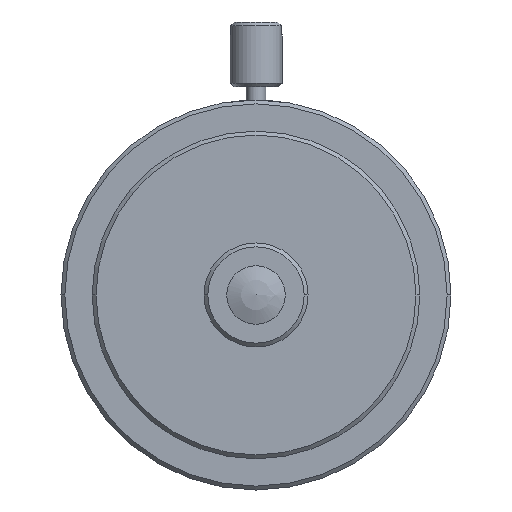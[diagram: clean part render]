
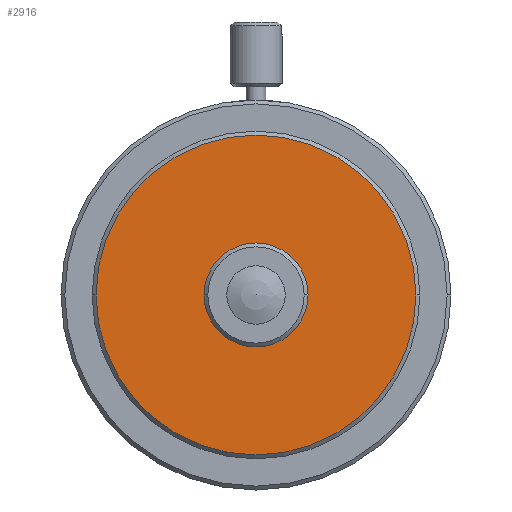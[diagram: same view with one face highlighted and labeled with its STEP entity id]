
A CAD part, left-side view. The second image highlights one B-rep face of the part: STEP entity #2916.
In plain terms, the highlighted face is planar.
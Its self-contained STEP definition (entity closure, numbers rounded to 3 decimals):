
#755 = CYLINDRICAL_SURFACE('',#756,4.);
#756 = AXIS2_PLACEMENT_3D('',#757,#758,#759);
#757 = CARTESIAN_POINT('',(0.,0.,0.));
#758 = DIRECTION('',(0.,1.,-0.));
#759 = DIRECTION('',(-1.,0.,0.));
#791 = EDGE_CURVE('',#792,#794,#796,.T.);
#792 = VERTEX_POINT('',#793);
#793 = CARTESIAN_POINT('',(12.3,-23.9,0.));
#794 = VERTEX_POINT('',#795);
#795 = CARTESIAN_POINT('',(-12.3,-23.9,0.));
#796 = SURFACE_CURVE('',#797,(#802,#814),.PCURVE_S1.);
#797 = CIRCLE('',#798,12.3);
#798 = AXIS2_PLACEMENT_3D('',#799,#800,#801);
#799 = CARTESIAN_POINT('',(0.,-23.9,0.));
#800 = DIRECTION('',(0.,-1.,0.));
#801 = DIRECTION('',(-1.,0.,0.));
#802 = PCURVE('',#803,#808);
#803 = CONICAL_SURFACE('',#804,12.6,0.785);
#804 = AXIS2_PLACEMENT_3D('',#805,#806,#807);
#805 = CARTESIAN_POINT('',(0.,-23.6,0.));
#806 = DIRECTION('',(0.,1.,-0.));
#807 = DIRECTION('',(-1.,0.,0.));
#808 = DEFINITIONAL_REPRESENTATION('',(#809),#813);
#809 = LINE('',#810,#811);
#810 = CARTESIAN_POINT('',(6.283,-0.3));
#811 = VECTOR('',#812,1.);
#812 = DIRECTION('',(-1.,0.));
#813 = ( GEOMETRIC_REPRESENTATION_CONTEXT(2) 
PARAMETRIC_REPRESENTATION_CONTEXT() REPRESENTATION_CONTEXT('2D SPACE',''
  ) );
#814 = PCURVE('',#815,#820);
#815 = PLANE('',#816);
#816 = AXIS2_PLACEMENT_3D('',#817,#818,#819);
#817 = CARTESIAN_POINT('',(12.6,-23.9,0.));
#818 = DIRECTION('',(0.,1.,0.));
#819 = DIRECTION('',(-1.,0.,0.));
#820 = DEFINITIONAL_REPRESENTATION('',(#821),#829);
#821 = ( BOUNDED_CURVE() B_SPLINE_CURVE(2,(#822,#823,#824,#825,#826,#827
,#828),.UNSPECIFIED.,.T.,.F.) B_SPLINE_CURVE_WITH_KNOTS((1,2,2,2,2,1),(
    -2.094,0.,2.094,4.189,6.283,
8.378),.UNSPECIFIED.) CURVE() GEOMETRIC_REPRESENTATION_ITEM() 
RATIONAL_B_SPLINE_CURVE((1.,0.5,1.,0.5,1.,0.5,1.)) REPRESENTATION_ITEM(
  '') );
#822 = CARTESIAN_POINT('',(24.9,0.));
#823 = CARTESIAN_POINT('',(24.9,-21.304));
#824 = CARTESIAN_POINT('',(6.45,-10.652));
#825 = CARTESIAN_POINT('',(-12.,0.));
#826 = CARTESIAN_POINT('',(6.45,10.652));
#827 = CARTESIAN_POINT('',(24.9,21.304));
#828 = CARTESIAN_POINT('',(24.9,0.));
#829 = ( GEOMETRIC_REPRESENTATION_CONTEXT(2) 
PARAMETRIC_REPRESENTATION_CONTEXT() REPRESENTATION_CONTEXT('2D SPACE',''
  ) );
#847 = CONICAL_SURFACE('',#848,12.6,0.785);
#848 = AXIS2_PLACEMENT_3D('',#849,#850,#851);
#849 = CARTESIAN_POINT('',(0.,-23.6,0.));
#850 = DIRECTION('',(0.,1.,-0.));
#851 = DIRECTION('',(-1.,0.,0.));
#1543 = VERTEX_POINT('',#1544);
#1544 = CARTESIAN_POINT('',(4.,-23.9,0.));
#1558 = CYLINDRICAL_SURFACE('',#1559,4.);
#1559 = AXIS2_PLACEMENT_3D('',#1560,#1561,#1562);
#1560 = CARTESIAN_POINT('',(0.,0.,0.));
#1561 = DIRECTION('',(0.,1.,-0.));
#1562 = DIRECTION('',(-1.,0.,0.));
#1570 = EDGE_CURVE('',#1571,#1543,#1573,.T.);
#1571 = VERTEX_POINT('',#1572);
#1572 = CARTESIAN_POINT('',(-4.,-23.9,0.));
#1573 = SURFACE_CURVE('',#1574,(#1579,#1586),.PCURVE_S1.);
#1574 = CIRCLE('',#1575,4.);
#1575 = AXIS2_PLACEMENT_3D('',#1576,#1577,#1578);
#1576 = CARTESIAN_POINT('',(0.,-23.9,0.));
#1577 = DIRECTION('',(0.,1.,0.));
#1578 = DIRECTION('',(-1.,0.,0.));
#1579 = PCURVE('',#755,#1580);
#1580 = DEFINITIONAL_REPRESENTATION('',(#1581),#1585);
#1581 = LINE('',#1582,#1583);
#1582 = CARTESIAN_POINT('',(0.,-23.9));
#1583 = VECTOR('',#1584,1.);
#1584 = DIRECTION('',(1.,0.));
#1585 = ( GEOMETRIC_REPRESENTATION_CONTEXT(2) 
PARAMETRIC_REPRESENTATION_CONTEXT() REPRESENTATION_CONTEXT('2D SPACE',''
  ) );
#1586 = PCURVE('',#815,#1587);
#1587 = DEFINITIONAL_REPRESENTATION('',(#1588),#1592);
#1588 = CIRCLE('',#1589,4.);
#1589 = AXIS2_PLACEMENT_2D('',#1590,#1591);
#1590 = CARTESIAN_POINT('',(12.6,0.));
#1591 = DIRECTION('',(1.,0.));
#1592 = ( GEOMETRIC_REPRESENTATION_CONTEXT(2) 
PARAMETRIC_REPRESENTATION_CONTEXT() REPRESENTATION_CONTEXT('2D SPACE',''
  ) );
#2916 = ADVANCED_FACE('',(#2917,#2946),#815,.F.);
#2917 = FACE_BOUND('',#2918,.T.);
#2918 = EDGE_LOOP('',(#2919,#2945));
#2919 = ORIENTED_EDGE('',*,*,#2920,.T.);
#2920 = EDGE_CURVE('',#794,#792,#2921,.T.);
#2921 = SURFACE_CURVE('',#2922,(#2927,#2938),.PCURVE_S1.);
#2922 = CIRCLE('',#2923,12.3);
#2923 = AXIS2_PLACEMENT_3D('',#2924,#2925,#2926);
#2924 = CARTESIAN_POINT('',(0.,-23.9,0.));
#2925 = DIRECTION('',(0.,-1.,0.));
#2926 = DIRECTION('',(-1.,0.,0.));
#2927 = PCURVE('',#815,#2928);
#2928 = DEFINITIONAL_REPRESENTATION('',(#2929),#2937);
#2929 = ( BOUNDED_CURVE() B_SPLINE_CURVE(2,(#2930,#2931,#2932,#2933,
#2934,#2935,#2936),.UNSPECIFIED.,.T.,.F.) B_SPLINE_CURVE_WITH_KNOTS((1,2
    ,2,2,2,1),(-2.094,0.,2.094,4.189,
6.283,8.378),.UNSPECIFIED.) CURVE() 
GEOMETRIC_REPRESENTATION_ITEM() RATIONAL_B_SPLINE_CURVE((1.,0.5,1.,0.5,
1.,0.5,1.)) REPRESENTATION_ITEM('') );
#2930 = CARTESIAN_POINT('',(24.9,0.));
#2931 = CARTESIAN_POINT('',(24.9,-21.304));
#2932 = CARTESIAN_POINT('',(6.45,-10.652));
#2933 = CARTESIAN_POINT('',(-12.,0.));
#2934 = CARTESIAN_POINT('',(6.45,10.652));
#2935 = CARTESIAN_POINT('',(24.9,21.304));
#2936 = CARTESIAN_POINT('',(24.9,0.));
#2937 = ( GEOMETRIC_REPRESENTATION_CONTEXT(2) 
PARAMETRIC_REPRESENTATION_CONTEXT() REPRESENTATION_CONTEXT('2D SPACE',''
  ) );
#2938 = PCURVE('',#847,#2939);
#2939 = DEFINITIONAL_REPRESENTATION('',(#2940),#2944);
#2940 = LINE('',#2941,#2942);
#2941 = CARTESIAN_POINT('',(6.283,-0.3));
#2942 = VECTOR('',#2943,1.);
#2943 = DIRECTION('',(-1.,0.));
#2944 = ( GEOMETRIC_REPRESENTATION_CONTEXT(2) 
PARAMETRIC_REPRESENTATION_CONTEXT() REPRESENTATION_CONTEXT('2D SPACE',''
  ) );
#2945 = ORIENTED_EDGE('',*,*,#791,.T.);
#2946 = FACE_BOUND('',#2947,.T.);
#2947 = EDGE_LOOP('',(#2948,#2949));
#2948 = ORIENTED_EDGE('',*,*,#1570,.T.);
#2949 = ORIENTED_EDGE('',*,*,#2950,.T.);
#2950 = EDGE_CURVE('',#1543,#1571,#2951,.T.);
#2951 = SURFACE_CURVE('',#2952,(#2957,#2964),.PCURVE_S1.);
#2952 = CIRCLE('',#2953,4.);
#2953 = AXIS2_PLACEMENT_3D('',#2954,#2955,#2956);
#2954 = CARTESIAN_POINT('',(0.,-23.9,0.));
#2955 = DIRECTION('',(0.,1.,0.));
#2956 = DIRECTION('',(-1.,0.,0.));
#2957 = PCURVE('',#815,#2958);
#2958 = DEFINITIONAL_REPRESENTATION('',(#2959),#2963);
#2959 = CIRCLE('',#2960,4.);
#2960 = AXIS2_PLACEMENT_2D('',#2961,#2962);
#2961 = CARTESIAN_POINT('',(12.6,0.));
#2962 = DIRECTION('',(1.,0.));
#2963 = ( GEOMETRIC_REPRESENTATION_CONTEXT(2) 
PARAMETRIC_REPRESENTATION_CONTEXT() REPRESENTATION_CONTEXT('2D SPACE',''
  ) );
#2964 = PCURVE('',#1558,#2965);
#2965 = DEFINITIONAL_REPRESENTATION('',(#2966),#2970);
#2966 = LINE('',#2967,#2968);
#2967 = CARTESIAN_POINT('',(0.,-23.9));
#2968 = VECTOR('',#2969,1.);
#2969 = DIRECTION('',(1.,0.));
#2970 = ( GEOMETRIC_REPRESENTATION_CONTEXT(2) 
PARAMETRIC_REPRESENTATION_CONTEXT() REPRESENTATION_CONTEXT('2D SPACE',''
  ) );
